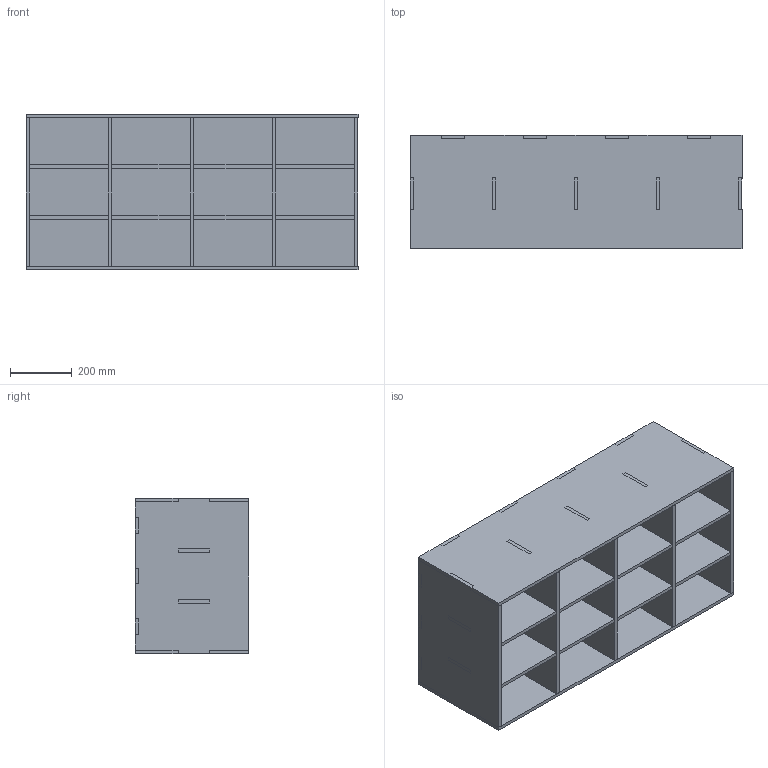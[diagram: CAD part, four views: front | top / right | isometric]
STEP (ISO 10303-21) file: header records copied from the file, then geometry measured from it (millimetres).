
FILE_DESCRIPTION(/* description */ (''),/* implementation_level */ '2;1');
FILE_NAME(/* name */ 'Shoe Cubbies v7.step',/* time_stamp */ '2020-10-05T23:08:00-04:00',/* author */ (''),/* organization */ (''),/* preprocessor_version */ 'ST-DEVELOPER v18.1',/* originating_system */ 'Autodesk Translation Framework v9.3.0.1241',/* authorisation */ '');
FILE_SCHEMA (('AUTOMOTIVE_DESIGN { 1 0 10303 214 3 1 1 }'));
Length unit declared in the file: inch
Products named in the file (11): Shoe Cubbies; Component1; Component2; Component3; Component4; Component5; Component6; Component7; Component8; Component9; Component10
Assembly tree (10 placements, depth 2):
  Shoe Cubbies
    Component1
    Component2
    Component3
    Component4
    Component5
    Component6
    Component7
    Component8
    Component9
    Component10
Bounding box: 1074.42 x 367.28 x 503.94 mm (x, y, z)
Volume: 33680246.2 mm3; surface area: 6155448.3 mm2
Topology: 10 solids, 10 shells, 468 faces, 1344 edges, 896 vertices
Faces by surface type: plane 468
Entity records: 15446 total; most frequent: CARTESIAN_POINT 2729, ORIENTED_EDGE 2688, DIRECTION 2322, LINE 1344, VECTOR 1344, EDGE_CURVE 1344, VERTEX_POINT 896, EDGE_LOOP 522
